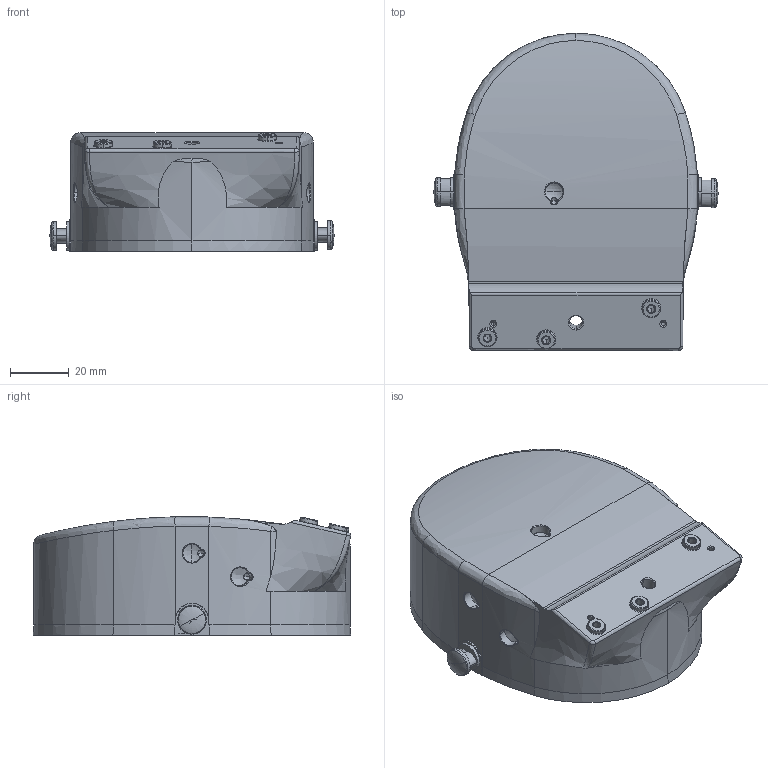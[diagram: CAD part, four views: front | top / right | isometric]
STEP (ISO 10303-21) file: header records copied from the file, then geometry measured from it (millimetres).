
FILE_DESCRIPTION (( 'STEP AP203' ), '1' );
FILE_NAME ('EARCUP_BODY_LEFT_FULL-PROFILE_REV-C.STEP', '2019-04-12T20:55:52', ( '' ), ( '' ), 'SwSTEP 2.0', 'SolidWorks 2018', '' );
FILE_SCHEMA (( 'CONFIG_CONTROL_DESIGN' ));
Length unit declared in the file: inch
Products named in the file (1): EARCUP_BODY_LEFT_FULL-PROFILE_REV-C
Bounding box: 96.91 x 108.29 x 40.48 mm (x, y, z)
Volume: 83027.1 mm3; surface area: 39185.7 mm2
Topology: 1 solids, 1 shells, 377 faces, 955 edges, 598 vertices
Faces by surface type: bspline 107, cylinder 97, plane 89, cone 43, torus 31, sphere 10
Entity records: 28125 total; most frequent: CARTESIAN_POINT 20014, ORIENTED_EDGE 1878, DIRECTION 1332, EDGE_CURVE 939, VERTEX_POINT 598, AXIS2_PLACEMENT_3D 533, EDGE_LOOP 413, B_SPLINE_CURVE_WITH_KNOTS 403
